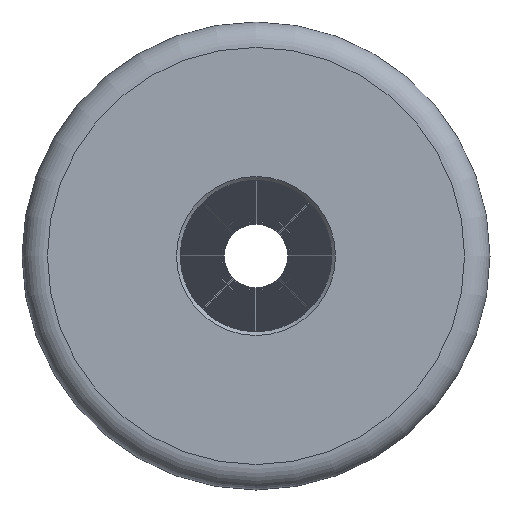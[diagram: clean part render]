
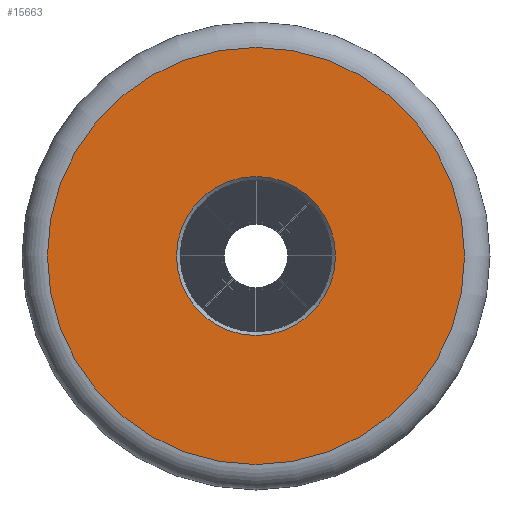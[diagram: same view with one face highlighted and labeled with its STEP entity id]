
A CAD part, left-side view. The second image highlights one B-rep face of the part: STEP entity #15663.
In plain terms, the highlighted planar face has unit normal (-1, 0, 0).
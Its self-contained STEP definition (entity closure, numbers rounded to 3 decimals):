
#3607=FACE_BOUND('',#4823,.T.);
#3610=PLANE('',#16902);
#3618=FACE_OUTER_BOUND('',#4822,.T.);
#4822=EDGE_LOOP('',(#10870));
#4823=EDGE_LOOP('',(#10871));
#6033=CIRCLE('',#16901,1.64);
#6034=CIRCLE('',#16903,0.625);
#7239=VERTEX_POINT('',#25347);
#7240=VERTEX_POINT('',#25351);
#8450=EDGE_CURVE('',#7239,#7239,#6033,.T.);
#8451=EDGE_CURVE('',#7240,#7240,#6034,.T.);
#10870=ORIENTED_EDGE('',*,*,#8450,.F.);
#10871=ORIENTED_EDGE('',*,*,#8451,.T.);
#15663=ADVANCED_FACE('',(#3618,#3607),#3610,.T.);
#16901=AXIS2_PLACEMENT_3D('',#25349,#19335,#19336);
#16902=AXIS2_PLACEMENT_3D('',#25350,#19337,#19338);
#16903=AXIS2_PLACEMENT_3D('',#25352,#19339,#19340);
#19335=DIRECTION('center_axis',(1.,0.,0.));
#19336=DIRECTION('ref_axis',(0.,-1.,0.));
#19337=DIRECTION('center_axis',(-1.,0.,0.));
#19338=DIRECTION('ref_axis',(0.,0.,1.));
#19339=DIRECTION('center_axis',(1.,0.,0.));
#19340=DIRECTION('ref_axis',(0.,1.,0.));
#25347=CARTESIAN_POINT('',(0.,0.,1.64));
#25349=CARTESIAN_POINT('Origin',(0.,0.,0.));
#25350=CARTESIAN_POINT('Origin',(0.,1.84,0.));
#25351=CARTESIAN_POINT('',(0.,-0.625,0.));
#25352=CARTESIAN_POINT('Origin',(0.,0.,0.));
